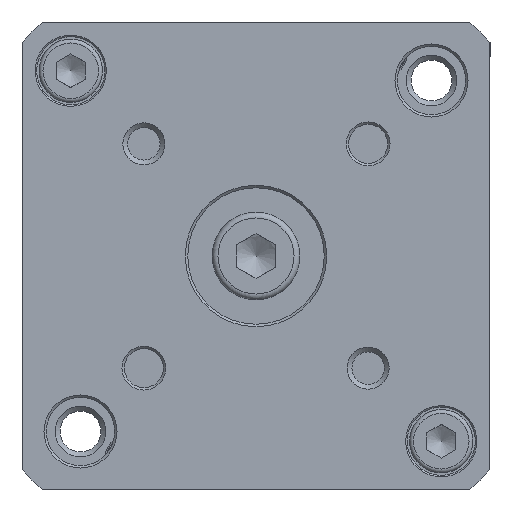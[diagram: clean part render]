
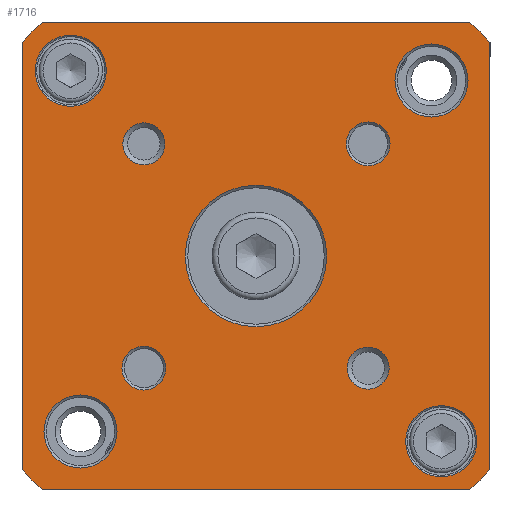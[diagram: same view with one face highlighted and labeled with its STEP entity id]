
A CAD part, front view. The second image highlights one B-rep face of the part: STEP entity #1716.
In plain terms, the highlighted planar face has unit normal (0, -1, 0).
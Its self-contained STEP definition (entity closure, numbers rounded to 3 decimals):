
#823=CARTESIAN_POINT('',(-48.,-101.35,43.829));
#824=VERTEX_POINT('',#823);
#825=CARTESIAN_POINT('',(-43.829,-101.35,48.));
#826=VERTEX_POINT('',#825);
#827=CARTESIAN_POINT('',(0.,-101.35,0.));
#828=DIRECTION('',(0.0,1.0,0.0));
#829=DIRECTION('',(0.674,0.0,-0.738));
#830=AXIS2_PLACEMENT_3D('',#827,#828,#829);
#831=CIRCLE('',#830,65.);
#832=EDGE_CURVE('',#824,#826,#831,.T.);
#865=CARTESIAN_POINT('',(-48.,-101.35,-43.829));
#866=VERTEX_POINT('',#865);
#867=CARTESIAN_POINT('',(-48.,-101.35,-43.829));
#868=DIRECTION('',(0.0,0.0,1.0));
#869=VECTOR('',#868,87.658);
#870=LINE('',#867,#869);
#871=EDGE_CURVE('',#866,#824,#870,.T.);
#896=CARTESIAN_POINT('',(-43.829,-101.35,-48.));
#897=VERTEX_POINT('',#896);
#898=CARTESIAN_POINT('',(0.,-101.35,0.));
#899=DIRECTION('',(0.0,1.0,0.0));
#900=DIRECTION('',(0.738,0.0,0.674));
#901=AXIS2_PLACEMENT_3D('',#898,#899,#900);
#902=CIRCLE('',#901,65.);
#903=EDGE_CURVE('',#897,#866,#902,.T.);
#929=CARTESIAN_POINT('',(43.829,-101.35,-48.));
#930=VERTEX_POINT('',#929);
#931=CARTESIAN_POINT('',(43.829,-101.35,-48.));
#932=DIRECTION('',(-1.0,0.0,0.0));
#933=VECTOR('',#932,87.658);
#934=LINE('',#931,#933);
#935=EDGE_CURVE('',#930,#897,#934,.T.);
#960=CARTESIAN_POINT('',(48.,-101.35,-43.829));
#961=VERTEX_POINT('',#960);
#962=CARTESIAN_POINT('',(0.,-101.35,0.));
#963=DIRECTION('',(0.0,1.0,0.0));
#964=DIRECTION('',(-0.674,0.0,0.738));
#965=AXIS2_PLACEMENT_3D('',#962,#963,#964);
#966=CIRCLE('',#965,65.);
#967=EDGE_CURVE('',#961,#930,#966,.T.);
#993=CARTESIAN_POINT('',(48.,-101.35,43.829));
#994=VERTEX_POINT('',#993);
#995=CARTESIAN_POINT('',(48.,-101.35,43.829));
#996=DIRECTION('',(0.0,0.0,-1.0));
#997=VECTOR('',#996,87.658);
#998=LINE('',#995,#997);
#999=EDGE_CURVE('',#994,#961,#998,.T.);
#1024=CARTESIAN_POINT('',(43.829,-101.35,48.));
#1025=VERTEX_POINT('',#1024);
#1026=CARTESIAN_POINT('',(0.,-101.35,0.));
#1027=DIRECTION('',(0.0,1.0,0.0));
#1028=DIRECTION('',(-0.738,0.0,-0.674));
#1029=AXIS2_PLACEMENT_3D('',#1026,#1027,#1028);
#1030=CIRCLE('',#1029,65.);
#1031=EDGE_CURVE('',#1025,#994,#1030,.T.);
#1057=CARTESIAN_POINT('',(-43.829,-101.35,48.));
#1058=DIRECTION('',(1.0,0.0,0.0));
#1059=VECTOR('',#1058,87.658);
#1060=LINE('',#1057,#1059);
#1061=EDGE_CURVE('',#826,#1025,#1060,.T.);
#1090=CARTESIAN_POINT('',(-23.,-101.35,27.324));
#1091=VERTEX_POINT('',#1090);
#1092=CARTESIAN_POINT('',(-23.,-101.35,23.));
#1093=DIRECTION('',(0.0,-1.0,0.0));
#1094=DIRECTION('',(0.0,0.0,-1.0));
#1095=AXIS2_PLACEMENT_3D('',#1092,#1093,#1094);
#1096=CIRCLE('',#1095,4.324);
#1097=EDGE_CURVE('',#1091,#1091,#1096,.T.);
#1198=CARTESIAN_POINT('',(23.,-101.35,-18.676));
#1199=VERTEX_POINT('',#1198);
#1200=CARTESIAN_POINT('',(23.,-101.35,-23.));
#1201=DIRECTION('',(0.0,-1.0,0.0));
#1202=DIRECTION('',(0.0,0.0,-1.0));
#1203=AXIS2_PLACEMENT_3D('',#1200,#1201,#1202);
#1204=CIRCLE('',#1203,4.324);
#1205=EDGE_CURVE('',#1199,#1199,#1204,.T.);
#1226=CARTESIAN_POINT('',(-23.,-101.35,-18.5));
#1227=VERTEX_POINT('',#1226);
#1228=CARTESIAN_POINT('',(-23.,-101.35,-23.));
#1229=DIRECTION('',(0.0,-1.0,0.0));
#1230=DIRECTION('',(0.0,0.0,-1.0));
#1231=AXIS2_PLACEMENT_3D('',#1228,#1229,#1230);
#1232=CIRCLE('',#1231,4.5);
#1233=EDGE_CURVE('',#1227,#1227,#1232,.T.);
#1294=CARTESIAN_POINT('',(-36.,-101.35,-28.5));
#1295=VERTEX_POINT('',#1294);
#1296=CARTESIAN_POINT('',(-36.,-101.35,-36.));
#1297=DIRECTION('',(0.0,-1.0,0.0));
#1298=DIRECTION('',(0.0,0.0,-1.0));
#1299=AXIS2_PLACEMENT_3D('',#1296,#1297,#1298);
#1300=CIRCLE('',#1299,7.5);
#1301=EDGE_CURVE('',#1295,#1295,#1300,.T.);
#1362=CARTESIAN_POINT('',(23.,-101.35,27.5));
#1363=VERTEX_POINT('',#1362);
#1364=CARTESIAN_POINT('',(23.,-101.35,23.));
#1365=DIRECTION('',(0.0,-1.0,0.0));
#1366=DIRECTION('',(0.0,0.0,-1.0));
#1367=AXIS2_PLACEMENT_3D('',#1364,#1365,#1366);
#1368=CIRCLE('',#1367,4.5);
#1369=EDGE_CURVE('',#1363,#1363,#1368,.T.);
#1430=CARTESIAN_POINT('',(36.,-101.35,43.5));
#1431=VERTEX_POINT('',#1430);
#1432=CARTESIAN_POINT('',(36.,-101.35,36.));
#1433=DIRECTION('',(0.0,-1.0,0.0));
#1434=DIRECTION('',(0.0,0.0,-1.0));
#1435=AXIS2_PLACEMENT_3D('',#1432,#1433,#1434);
#1436=CIRCLE('',#1435,7.5);
#1437=EDGE_CURVE('',#1431,#1431,#1436,.T.);
#1518=CARTESIAN_POINT('',(38.,-101.35,-30.7));
#1519=VERTEX_POINT('',#1518);
#1520=CARTESIAN_POINT('',(38.,-101.35,-38.));
#1521=DIRECTION('',(0.0,-1.0,0.0));
#1522=DIRECTION('',(0.0,0.0,-1.0));
#1523=AXIS2_PLACEMENT_3D('',#1520,#1521,#1522);
#1524=CIRCLE('',#1523,7.3);
#1525=EDGE_CURVE('',#1519,#1519,#1524,.T.);
#1566=CARTESIAN_POINT('',(-38.,-101.35,45.3));
#1567=VERTEX_POINT('',#1566);
#1568=CARTESIAN_POINT('',(-38.,-101.35,38.));
#1569=DIRECTION('',(0.0,-1.0,0.0));
#1570=DIRECTION('',(0.0,0.0,-1.0));
#1571=AXIS2_PLACEMENT_3D('',#1568,#1569,#1570);
#1572=CIRCLE('',#1571,7.3);
#1573=EDGE_CURVE('',#1567,#1567,#1572,.T.);
#1666=CARTESIAN_POINT('',(0.,-101.35,0.));
#1667=DIRECTION('',(0.0,-1.0,0.0));
#1668=DIRECTION('',(0.0,0.0,-1.0));
#1669=AXIS2_PLACEMENT_3D('',#1666,#1667,#1668);
#1670=PLANE('',#1669);
#1671=ORIENTED_EDGE('',*,*,#1061,.F.);
#1672=ORIENTED_EDGE('',*,*,#832,.F.);
#1673=ORIENTED_EDGE('',*,*,#871,.F.);
#1674=ORIENTED_EDGE('',*,*,#903,.F.);
#1675=ORIENTED_EDGE('',*,*,#935,.F.);
#1676=ORIENTED_EDGE('',*,*,#967,.F.);
#1677=ORIENTED_EDGE('',*,*,#999,.F.);
#1678=ORIENTED_EDGE('',*,*,#1031,.F.);
#1679=EDGE_LOOP('',(#1671,#1672,#1673,#1674,#1675,#1676,#1677,#1678));
#1680=FACE_OUTER_BOUND('',#1679,.T.);
#1681=ORIENTED_EDGE('',*,*,#1573,.F.);
#1682=EDGE_LOOP('',(#1681));
#1683=FACE_BOUND('',#1682,.T.);
#1684=ORIENTED_EDGE('',*,*,#1437,.F.);
#1685=EDGE_LOOP('',(#1684));
#1686=FACE_BOUND('',#1685,.T.);
#1687=ORIENTED_EDGE('',*,*,#1301,.F.);
#1688=EDGE_LOOP('',(#1687));
#1689=FACE_BOUND('',#1688,.T.);
#1690=ORIENTED_EDGE('',*,*,#1205,.F.);
#1691=EDGE_LOOP('',(#1690));
#1692=FACE_BOUND('',#1691,.T.);
#1693=ORIENTED_EDGE('',*,*,#1097,.F.);
#1694=EDGE_LOOP('',(#1693));
#1695=FACE_BOUND('',#1694,.T.);
#1696=ORIENTED_EDGE('',*,*,#1233,.F.);
#1697=EDGE_LOOP('',(#1696));
#1698=FACE_BOUND('',#1697,.T.);
#1699=ORIENTED_EDGE('',*,*,#1369,.F.);
#1700=EDGE_LOOP('',(#1699));
#1701=FACE_BOUND('',#1700,.T.);
#1702=ORIENTED_EDGE('',*,*,#1525,.F.);
#1703=EDGE_LOOP('',(#1702));
#1704=FACE_BOUND('',#1703,.T.);
#1705=CARTESIAN_POINT('',(0.,-101.35,14.5));
#1706=VERTEX_POINT('',#1705);
#1707=CARTESIAN_POINT('',(0.,-101.35,0.));
#1708=DIRECTION('',(0.0,-1.0,0.0));
#1709=DIRECTION('',(0.0,0.0,-1.0));
#1710=AXIS2_PLACEMENT_3D('',#1707,#1708,#1709);
#1711=CIRCLE('',#1710,14.5);
#1712=EDGE_CURVE('',#1706,#1706,#1711,.T.);
#1713=ORIENTED_EDGE('',*,*,#1712,.F.);
#1714=EDGE_LOOP('',(#1713));
#1715=FACE_BOUND('',#1714,.T.);
#1716=ADVANCED_FACE('',(#1680,#1683,#1686,#1689,#1692,#1695,#1698,#1701,#1704,#1715),#1670,.T.);
